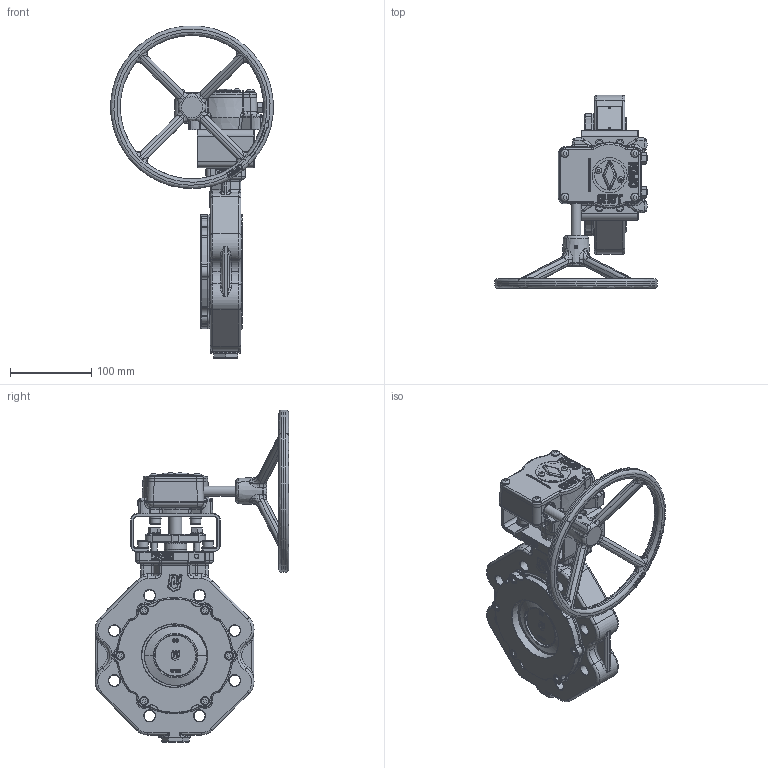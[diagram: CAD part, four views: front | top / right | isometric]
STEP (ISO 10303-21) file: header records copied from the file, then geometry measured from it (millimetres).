
FILE_DESCRIPTION(('HOOPS Exchange Step'),'2;1');
FILE_NAME('AK14_DN80_PN10-40-ANSI150-300_Getriebe.stp','2024-11-22T13:38:28+01:00',('nieru'),('Unknown organisation'),'HOOPS Exchange 2024.2','HOOPS Exchange','Unknown authorisation');
FILE_SCHEMA( ('AP203_CONFIGURATION_CONTROLLED_3D_DESIGN_OF_MECHANICAL_PARTS_AND_ASSEMBLIES_MIM_LF') );
Length unit declared in the file: millimetre
Products named in the file (8): 0; root
Assembly tree (7 placements, depth 4):
  root
    0
    0
      0
      0
      0
      0
        0
Bounding box: 199.24 x 237.73 x 407.62 mm (x, y, z)
Volume: 1719762.5 mm3; surface area: 331625.5 mm2
Topology: 54 solids, 54 shells, 3982 faces, 9551 edges, 5620 vertices
Faces by surface type: bspline 1646, cylinder 932, plane 742, cone 297, torus 249, sphere 116
Full cylindrical faces by diameter (mm): 2.417 x1, 4 x1, 5 x1, 6.647 x4, 7.6 x2, 8 x10, 8.376 x4, 9 x12, 10 x4, 11 x6, 12 x2, 13 x5, 13.5 x8, 13.533 x1, 14.8 x8, 16 x2, 17.5 x2, 18 x3, 18.5 x1, 20 x2, 21 x2, 27.5 x1, 28 x1, 38 x2, 43 x1, 88 x1, 100 x1, 101.508 x2
Entity records: 339947 total; most frequent: CARTESIAN_POINT 259818, ORIENTED_EDGE 18782, DIRECTION 13067, EDGE_CURVE 9391, VERTEX_POINT 5620, AXIS2_PLACEMENT_3D 5437, EDGE_LOOP 4165, FACE_BOUND 4165
